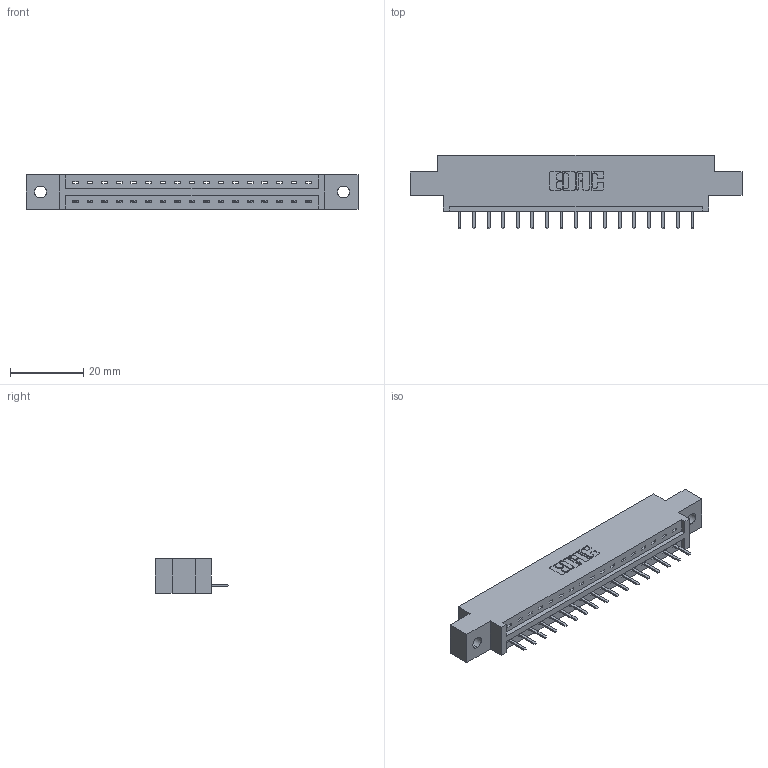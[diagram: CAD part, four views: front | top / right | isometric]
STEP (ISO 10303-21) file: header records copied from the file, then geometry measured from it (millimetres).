
FILE_DESCRIPTION (( 'STEP AP203' ), '1' );
FILE_NAME ('337-017-520-602.STEP', '2019-09-28T18:24:25', ( '' ), ( '' ), 'SwSTEP 2.0', 'SolidWorks 2016', '' );
FILE_SCHEMA (( 'CONFIG_CONTROL_DESIGN' ));
Length unit declared in the file: inch
Products named in the file (3): 337 Part_0.170 Offset - 0.128 Dia; 337-017-520-602; 345-292-001_345-293-120
Assembly tree (18 placements, depth 2):
  337-017-520-602
    337 Part_0.170 Offset - 0.128 Dia
    345-292-001_345-293-120  x17
Bounding box: 90.37 x 20.02 x 9.4 mm (x, y, z)
Volume: 8876.8 mm3; surface area: 8684.7 mm2
Topology: 18 solids, 18 shells, 1240 faces, 3655 edges, 2390 vertices
Faces by surface type: plane 890, cylinder 350
Entity records: 16119 total; most frequent: CARTESIAN_POINT 2825, ORIENTED_EDGE 2766, DIRECTION 2417, EDGE_CURVE 1383, VECTOR 1251, LINE 1251, VERTEX_POINT 918, AXIS2_PLACEMENT_3D 583
